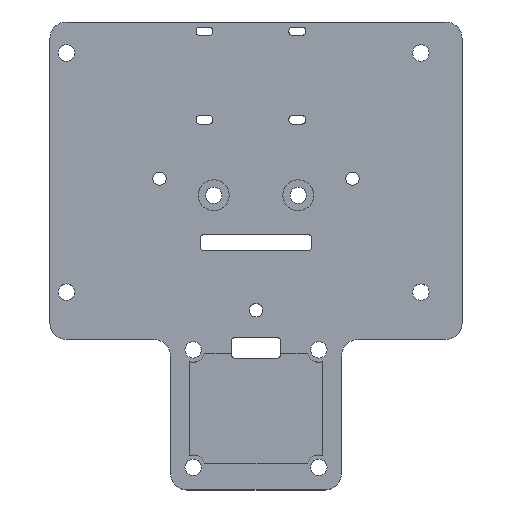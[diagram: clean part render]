
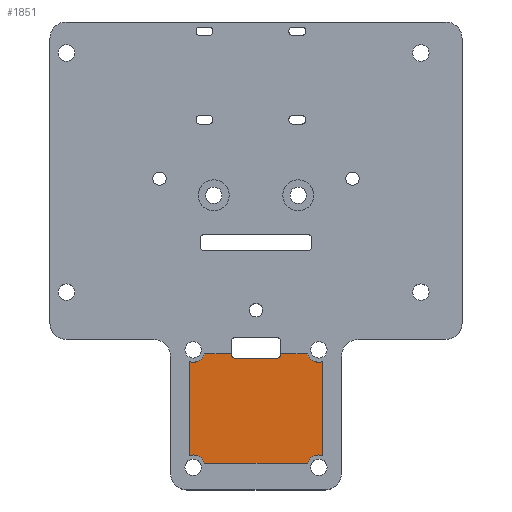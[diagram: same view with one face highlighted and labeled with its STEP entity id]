
A CAD part, top view. The second image highlights one B-rep face of the part: STEP entity #1851.
In plain terms, the highlighted planar face has unit normal (0, 0, 1).
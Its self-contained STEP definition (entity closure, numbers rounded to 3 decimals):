
#93=PLANE('',#2060);
#175=FACE_OUTER_BOUND('',#308,.T.);
#308=EDGE_LOOP('',(#1653,#1654,#1655,#1656,#1657,#1658,#1659,#1660,#1661,
#1662,#1663,#1664));
#332=LINE('',#2659,#495);
#464=LINE('',#3113,#627);
#467=LINE('',#3121,#630);
#469=LINE('',#3127,#632);
#471=LINE('',#3131,#634);
#474=LINE('',#3138,#637);
#495=VECTOR('',#2102,10.);
#627=VECTOR('',#2558,10.);
#630=VECTOR('',#2567,10.);
#632=VECTOR('',#2575,10.);
#634=VECTOR('',#2579,10.);
#637=VECTOR('',#2588,10.);
#649=CIRCLE('',#1881,1.);
#651=CIRCLE('',#1885,1.);
#747=CIRCLE('',#2048,3.);
#748=CIRCLE('',#2051,3.);
#749=CIRCLE('',#2054,3.);
#750=CIRCLE('',#2058,3.);
#751=VERTEX_POINT('',#2632);
#752=VERTEX_POINT('',#2633);
#758=VERTEX_POINT('',#2649);
#759=VERTEX_POINT('',#2650);
#919=VERTEX_POINT('',#3105);
#920=VERTEX_POINT('',#3107);
#921=VERTEX_POINT('',#3111);
#922=VERTEX_POINT('',#3115);
#923=VERTEX_POINT('',#3119);
#924=VERTEX_POINT('',#3123);
#925=VERTEX_POINT('',#3129);
#926=VERTEX_POINT('',#3134);
#927=EDGE_CURVE('',#751,#752,#649,.T.);
#935=EDGE_CURVE('',#758,#759,#651,.T.);
#940=EDGE_CURVE('',#759,#751,#332,.T.);
#1164=EDGE_CURVE('',#919,#920,#747,.T.);
#1167=EDGE_CURVE('',#921,#919,#464,.T.);
#1169=EDGE_CURVE('',#922,#921,#748,.T.);
#1171=EDGE_CURVE('',#923,#922,#467,.T.);
#1173=EDGE_CURVE('',#924,#923,#749,.T.);
#1174=EDGE_CURVE('',#752,#924,#469,.T.);
#1176=EDGE_CURVE('',#925,#758,#471,.T.);
#1179=EDGE_CURVE('',#926,#925,#750,.T.);
#1180=EDGE_CURVE('',#920,#926,#474,.T.);
#1653=ORIENTED_EDGE('',*,*,#1180,.F.);
#1654=ORIENTED_EDGE('',*,*,#1164,.F.);
#1655=ORIENTED_EDGE('',*,*,#1167,.F.);
#1656=ORIENTED_EDGE('',*,*,#1169,.F.);
#1657=ORIENTED_EDGE('',*,*,#1171,.F.);
#1658=ORIENTED_EDGE('',*,*,#1173,.F.);
#1659=ORIENTED_EDGE('',*,*,#1174,.F.);
#1660=ORIENTED_EDGE('',*,*,#927,.F.);
#1661=ORIENTED_EDGE('',*,*,#940,.F.);
#1662=ORIENTED_EDGE('',*,*,#935,.F.);
#1663=ORIENTED_EDGE('',*,*,#1176,.F.);
#1664=ORIENTED_EDGE('',*,*,#1179,.F.);
#1851=ADVANCED_FACE('',(#175),#93,.T.);
#1881=AXIS2_PLACEMENT_3D('',#2634,#2079,#2080);
#1885=AXIS2_PLACEMENT_3D('',#2651,#2093,#2094);
#2048=AXIS2_PLACEMENT_3D('',#3108,#2552,#2553);
#2051=AXIS2_PLACEMENT_3D('',#3117,#2562,#2563);
#2054=AXIS2_PLACEMENT_3D('',#3125,#2571,#2572);
#2058=AXIS2_PLACEMENT_3D('',#3136,#2584,#2585);
#2060=AXIS2_PLACEMENT_3D('',#3139,#2589,#2590);
#2079=DIRECTION('center_axis',(0.,0.,1.));
#2080=DIRECTION('ref_axis',(0.707,-0.707,0.));
#2093=DIRECTION('center_axis',(0.,0.,1.));
#2094=DIRECTION('ref_axis',(-0.707,-0.707,0.));
#2102=DIRECTION('',(1.,0.,0.));
#2552=DIRECTION('center_axis',(0.,0.,1.));
#2553=DIRECTION('ref_axis',(0.943,0.333,0.));
#2558=DIRECTION('',(-1.,0.,0.));
#2562=DIRECTION('center_axis',(0.,0.,1.));
#2563=DIRECTION('ref_axis',(0.333,0.943,0.));
#2567=DIRECTION('',(0.,-1.,0.));
#2571=DIRECTION('center_axis',(0.,0.,1.));
#2572=DIRECTION('ref_axis',(-0.943,-0.333,0.));
#2575=DIRECTION('',(1.,0.,0.));
#2579=DIRECTION('',(1.,0.,0.));
#2584=DIRECTION('center_axis',(0.,0.,1.));
#2585=DIRECTION('ref_axis',(-0.333,-0.943,0.));
#2588=DIRECTION('',(0.,1.,0.));
#2589=DIRECTION('center_axis',(0.,0.,1.));
#2590=DIRECTION('ref_axis',(-1.,0.,0.));
#2632=CARTESIAN_POINT('',(5.,-35.,1.5));
#2633=CARTESIAN_POINT('',(6.,-34.,1.5));
#2634=CARTESIAN_POINT('Origin',(5.,-34.,1.5));
#2649=CARTESIAN_POINT('',(-6.,-34.,1.5));
#2650=CARTESIAN_POINT('',(-5.,-35.,1.5));
#2651=CARTESIAN_POINT('Origin',(-5.,-34.,1.5));
#2659=CARTESIAN_POINT('',(3.,-35.,1.5));
#3105=CARTESIAN_POINT('',(-12.422,-60.5,1.5));
#3107=CARTESIAN_POINT('',(-16.25,-58.672,1.5));
#3108=CARTESIAN_POINT('Origin',(-15.25,-61.5,1.5));
#3111=CARTESIAN_POINT('',(12.422,-60.5,1.5));
#3113=CARTESIAN_POINT('',(12.422,-60.5,1.5));
#3115=CARTESIAN_POINT('',(16.25,-58.672,1.5));
#3117=CARTESIAN_POINT('Origin',(15.25,-61.5,1.5));
#3119=CARTESIAN_POINT('',(16.25,-35.828,1.5));
#3121=CARTESIAN_POINT('',(16.25,-35.828,1.5));
#3123=CARTESIAN_POINT('',(12.422,-34.,1.5));
#3125=CARTESIAN_POINT('Origin',(15.25,-33.,1.5));
#3127=CARTESIAN_POINT('',(6.,-34.,1.5));
#3129=CARTESIAN_POINT('',(-12.422,-34.,1.5));
#3131=CARTESIAN_POINT('',(-12.422,-34.,1.5));
#3134=CARTESIAN_POINT('',(-16.25,-35.828,1.5));
#3136=CARTESIAN_POINT('Origin',(-15.25,-33.,1.5));
#3138=CARTESIAN_POINT('',(-16.25,-35.828,1.5));
#3139=CARTESIAN_POINT('Origin',(0.,-47.25,
1.5));
